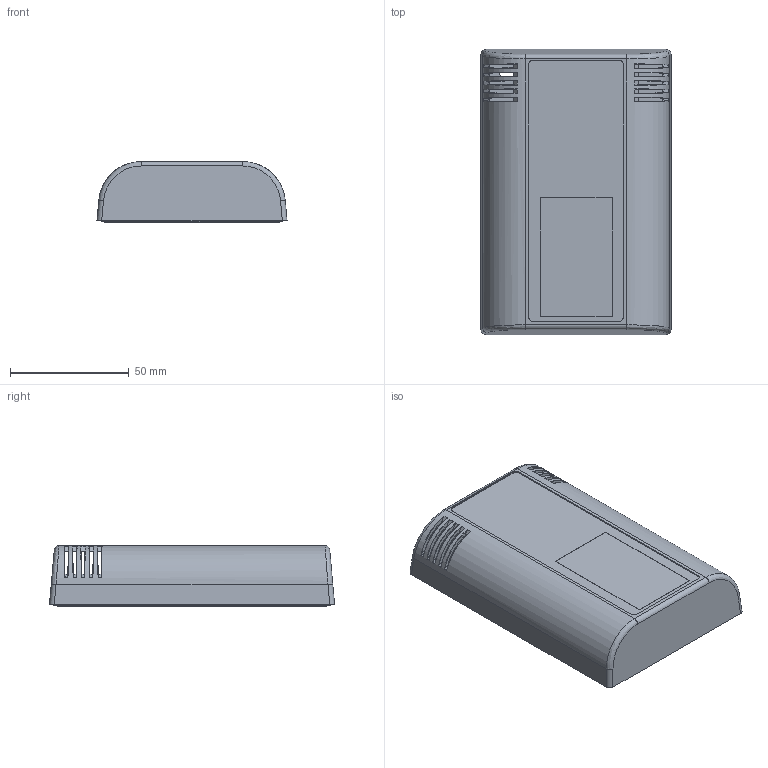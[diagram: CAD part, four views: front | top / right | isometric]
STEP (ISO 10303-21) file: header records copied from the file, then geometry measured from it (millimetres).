
FILE_DESCRIPTION(/* description */ (''),/* implementation_level */ '2;1');
FILE_NAME(/* name */ 'Wi-xxxD0Ax.step',/* time_stamp */ '2021-07-29T08:22:18+02:00',/* author */ (''),/* organization */ (''),/* preprocessor_version */ 'ST-DEVELOPER v18.1',/* originating_system */ 'Autodesk Translation Framework v10.9.0.1377',/* authorisation */ '');
FILE_SCHEMA (('AUTOMOTIVE_DESIGN { 1 0 10303 214 3 1 1 }'));
Length unit declared in the file: millimetre
Products named in the file (5): Wi-xxxD0Ax; Thermo120_LCD_A; BASE 120_M; COPERCHIO 120_M; LCD
Assembly tree (4 placements, depth 3):
  Wi-xxxD0Ax
    Thermo120_LCD_A
      BASE 120_M
      COPERCHIO 120_M
      LCD
Bounding box: 80 x 120 x 25.6 mm (x, y, z)
Volume: 36622.3 mm3; surface area: 53851.5 mm2
Topology: 3 solids, 3 shells, 496 faces, 1296 edges, 817 vertices
Faces by surface type: plane 225, cylinder 145, torus 52, bspline 40, cone 34
Full cylindrical faces by diameter (mm): 20 x1
Entity records: 17462 total; most frequent: CARTESIAN_POINT 4501, ORIENTED_EDGE 2592, DIRECTION 2579, EDGE_CURVE 1296, AXIS2_PLACEMENT_3D 934, VERTEX_POINT 817, LINE 711, VECTOR 711
